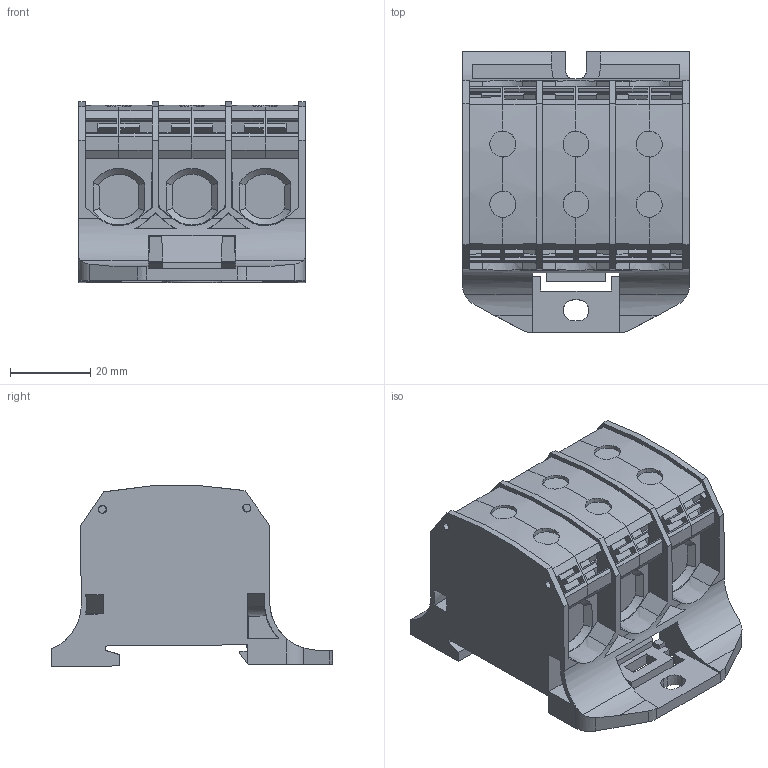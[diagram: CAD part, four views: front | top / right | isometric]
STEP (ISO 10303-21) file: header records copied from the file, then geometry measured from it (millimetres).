
FILE_DESCRIPTION(('CATIA V5 STEP Exchange','CAx-IF Rec.Pracs.--- Model Styling and Organization---1.5--- 2016-08-15','CAx-IF Rec.Pracs.---Supplemental Geometry---1.0---2011-11-01','CAx-IF Rec.Pracs.--- Composite Materials ---1.1---2010-07-15'),'2;1');
FILE_NAME ('D1462980_0', '2025-09-22T09:11:34+00:00', ('none'), ('Weidmueller'), 'CATIA Version 5-6 Release 2024 SP4', 'CATIA V5 STEP AP214 v3', 'none');
FILE_SCHEMA(('AUTOMOTIVE_DESIGN { 1 0 10303 214 1 1 1 1 }'));
Length unit declared in the file: millimetre
Products named in the file (1): 2502640000_WPD_330_1xBN-1xBK-1xGY
Bounding box: 56.5 x 70.02 x 45.16 mm (x, y, z)
Volume: 84996 mm3; surface area: 33793.4 mm2
Topology: 4 solids, 4 shells, 831 faces, 2419 edges, 1601 vertices
Faces by surface type: plane 714, cone 99, cylinder 18
Entity records: 27009 total; most frequent: CARTESIAN_POINT 6347, ORIENTED_EDGE 4838, DIRECTION 3389, EDGE_CURVE 2419, VECTOR 2009, LINE 2009, VERTEX_POINT 1601, EDGE_LOOP 862
